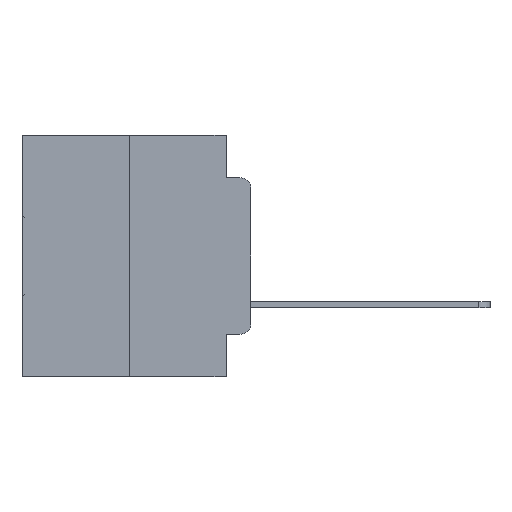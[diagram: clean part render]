
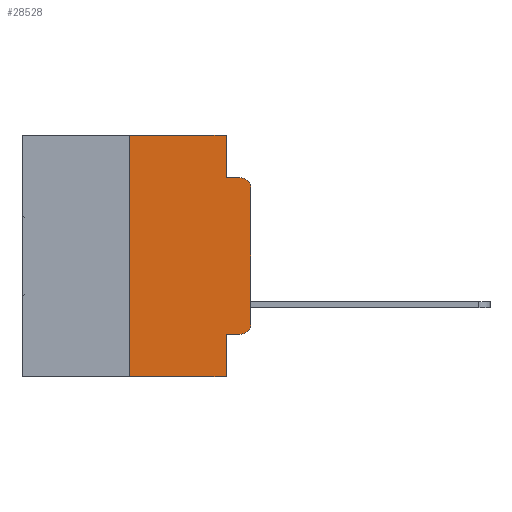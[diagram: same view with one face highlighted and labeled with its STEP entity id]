
A CAD part, left-side view. The second image highlights one B-rep face of the part: STEP entity #28528.
In plain terms, the highlighted planar face has unit normal (-1, 0, 0).
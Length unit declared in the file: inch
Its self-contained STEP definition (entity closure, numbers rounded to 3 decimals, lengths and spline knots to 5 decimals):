
#829 = CARTESIAN_POINT ( 'NONE',  ( 0., 0.051, 0. ) ) ;
#1030 = CARTESIAN_POINT ( 'NONE',  ( 0., 0.02, -0.0885 ) ) ;
#1455 = EDGE_CURVE ( 'NONE', #27205, #27378, #16543, .T. ) ;
#1869 = CARTESIAN_POINT ( 'NONE',  ( 0., 0.051, -0.5 ) ) ;
#1885 = VECTOR ( 'NONE', #5456, 39.37008 ) ;
#1955 = DIRECTION ( 'NONE',  ( 0., 0., 1. ) ) ;
#1982 = DIRECTION ( 'NONE',  ( 1., 0., 0. ) ) ;
#2044 = AXIS2_PLACEMENT_3D ( 'NONE', #9120, #19313, #26443 ) ;
#3664 = VECTOR ( 'NONE', #31680, 39.37008 ) ;
#3683 = EDGE_CURVE ( 'NONE', #7215, #27597, #31533, .T. ) ;
#4095 = DIRECTION ( 'NONE',  ( 0., 0., -1. ) ) ;
#4376 = EDGE_LOOP ( 'NONE', ( #31427, #9889, #15496, #31116, #11228, #25439, #29766, #15829, #4561, #5307 ) ) ;
#4561 = ORIENTED_EDGE ( 'NONE', *, *, #11607, .T. ) ;
#4839 = VECTOR ( 'NONE', #28837, 39.37008 ) ;
#5048 = CARTESIAN_POINT ( 'NONE',  ( 0., 0., -0.3915 ) ) ;
#5307 = ORIENTED_EDGE ( 'NONE', *, *, #1455, .T. ) ;
#5382 = CIRCLE ( 'NONE', #8530, 0.02 ) ;
#5456 = DIRECTION ( 'NONE',  ( 0., 0., -1. ) ) ;
#5997 = VERTEX_POINT ( 'NONE', #1869 ) ;
#6333 = EDGE_CURVE ( 'NONE', #27378, #9132, #25840, .T. ) ;
#6379 = CARTESIAN_POINT ( 'NONE',  ( 0., 0.473, 0. ) ) ;
#6467 = CARTESIAN_POINT ( 'NONE',  ( 0., 0.25, 0. ) ) ;
#7215 = VERTEX_POINT ( 'NONE', #6467 ) ;
#8051 = VERTEX_POINT ( 'NONE', #31244 ) ;
#8054 = DIRECTION ( 'NONE',  ( 0., -1., 0. ) ) ;
#8530 = AXIS2_PLACEMENT_3D ( 'NONE', #24076, #24404, #9686 ) ;
#9120 = CARTESIAN_POINT ( 'NONE',  ( 0., 0.02, -0.3915 ) ) ;
#9132 = VERTEX_POINT ( 'NONE', #11667 ) ;
#9327 = CARTESIAN_POINT ( 'NONE',  ( 0., 0.051, -0.4115 ) ) ;
#9450 = LINE ( 'NONE', #31942, #20134 ) ;
#9532 = EDGE_CURVE ( 'NONE', #12604, #5997, #13093, .T. ) ;
#9686 = DIRECTION ( 'NONE',  ( 0., 0., -1. ) ) ;
#9828 = CARTESIAN_POINT ( 'NONE',  ( 0., 0.051, -0.4115 ) ) ;
#9889 = ORIENTED_EDGE ( 'NONE', *, *, #28032, .T. ) ;
#10044 = VERTEX_POINT ( 'NONE', #23573 ) ;
#11228 = ORIENTED_EDGE ( 'NONE', *, *, #3683, .F. ) ;
#11463 = VERTEX_POINT ( 'NONE', #1030 ) ;
#11607 = EDGE_CURVE ( 'NONE', #12604, #27205, #22118, .T. ) ;
#11667 = CARTESIAN_POINT ( 'NONE',  ( 0., 0., -0.1085 ) ) ;
#12010 = EDGE_CURVE ( 'NONE', #10044, #7215, #9450, .T. ) ;
#12069 = DIRECTION ( 'NONE',  ( 0., -1., 0. ) ) ;
#12097 = CARTESIAN_POINT ( 'NONE',  ( 0., 0.051, -0.0885 ) ) ;
#12604 = VERTEX_POINT ( 'NONE', #9828 ) ;
#13093 = LINE ( 'NONE', #27995, #1885 ) ;
#14294 = PLANE ( 'NONE',  #23039 ) ;
#15155 = VECTOR ( 'NONE', #8054, 39.37008 ) ;
#15496 = ORIENTED_EDGE ( 'NONE', *, *, #15529, .F. ) ;
#15529 = EDGE_CURVE ( 'NONE', #8051, #11463, #26510, .T. ) ;
#15829 = ORIENTED_EDGE ( 'NONE', *, *, #9532, .F. ) ;
#16543 = CIRCLE ( 'NONE', #2044, 0.02 ) ;
#16693 = CARTESIAN_POINT ( 'NONE',  ( 0., 0.473, -0.5 ) ) ;
#16990 = VECTOR ( 'NONE', #19023, 39.37008 ) ;
#18187 = VECTOR ( 'NONE', #21550, 39.37008 ) ;
#19023 = DIRECTION ( 'NONE',  ( 0., 0., 1. ) ) ;
#19313 = DIRECTION ( 'NONE',  ( -1., 0., 0. ) ) ;
#20108 = VECTOR ( 'NONE', #12069, 39.37008 ) ;
#20134 = VECTOR ( 'NONE', #1955, 39.37008 ) ;
#20676 = CARTESIAN_POINT ( 'NONE',  ( 0., 0.473, 0. ) ) ;
#21550 = DIRECTION ( 'NONE',  ( 0., 0., -1. ) ) ;
#22118 = LINE ( 'NONE', #9327, #20108 ) ;
#23039 = AXIS2_PLACEMENT_3D ( 'NONE', #6379, #1982, #4095 ) ;
#23573 = CARTESIAN_POINT ( 'NONE',  ( 0., 0.25, -0.5 ) ) ;
#23636 = EDGE_CURVE ( 'NONE', #27597, #8051, #26737, .T. ) ;
#24076 = CARTESIAN_POINT ( 'NONE',  ( 0., 0.02, -0.1085 ) ) ;
#24404 = DIRECTION ( 'NONE',  ( -1., 0., 0. ) ) ;
#25439 = ORIENTED_EDGE ( 'NONE', *, *, #12010, .F. ) ;
#25840 = LINE ( 'NONE', #31323, #16990 ) ;
#25935 = EDGE_CURVE ( 'NONE', #10044, #5997, #26749, .T. ) ;
#25995 = CARTESIAN_POINT ( 'NONE',  ( 0., 0.02, -0.4115 ) ) ;
#26443 = DIRECTION ( 'NONE',  ( 0., 0., -1. ) ) ;
#26510 = LINE ( 'NONE', #12097, #3664 ) ;
#26737 = LINE ( 'NONE', #28985, #18187 ) ;
#26749 = LINE ( 'NONE', #16693, #4839 ) ;
#27205 = VERTEX_POINT ( 'NONE', #25995 ) ;
#27378 = VERTEX_POINT ( 'NONE', #5048 ) ;
#27597 = VERTEX_POINT ( 'NONE', #829 ) ;
#27995 = CARTESIAN_POINT ( 'NONE',  ( 0., 0.051, 0. ) ) ;
#28032 = EDGE_CURVE ( 'NONE', #9132, #11463, #5382, .T. ) ;
#28528 = ADVANCED_FACE ( 'NONE', ( #29203 ), #14294, .F. ) ;
#28837 = DIRECTION ( 'NONE',  ( 0., -1., 0. ) ) ;
#28985 = CARTESIAN_POINT ( 'NONE',  ( 0., 0.051, 0. ) ) ;
#29203 = FACE_OUTER_BOUND ( 'NONE', #4376, .T. ) ;
#29766 = ORIENTED_EDGE ( 'NONE', *, *, #25935, .T. ) ;
#31116 = ORIENTED_EDGE ( 'NONE', *, *, #23636, .F. ) ;
#31244 = CARTESIAN_POINT ( 'NONE',  ( 0., 0.051, -0.0885 ) ) ;
#31323 = CARTESIAN_POINT ( 'NONE',  ( 0., 0., 0. ) ) ;
#31427 = ORIENTED_EDGE ( 'NONE', *, *, #6333, .T. ) ;
#31533 = LINE ( 'NONE', #20676, #15155 ) ;
#31680 = DIRECTION ( 'NONE',  ( 0., -1., 0. ) ) ;
#31942 = CARTESIAN_POINT ( 'NONE',  ( 0., 0.25, 0. ) ) ;
